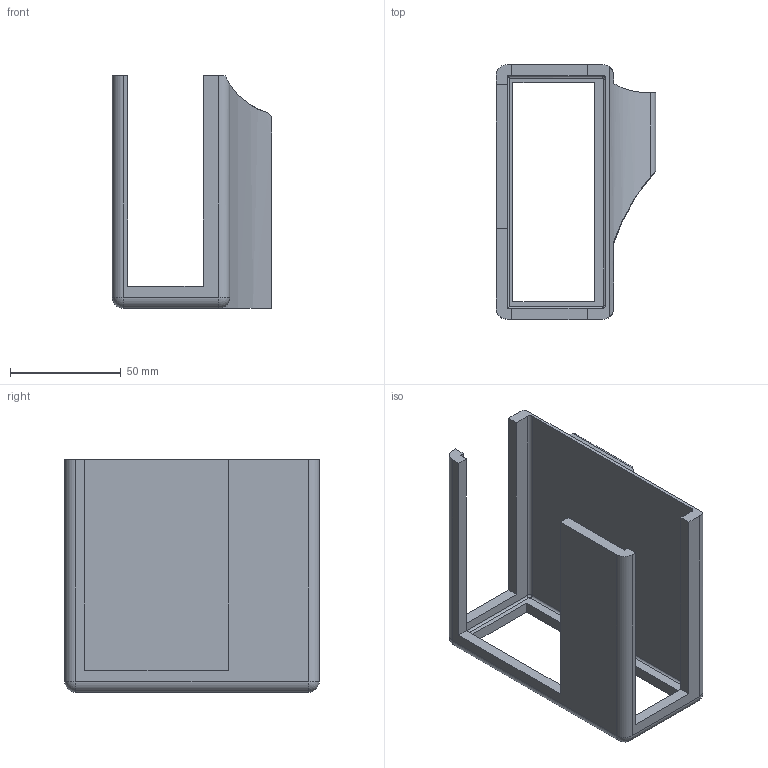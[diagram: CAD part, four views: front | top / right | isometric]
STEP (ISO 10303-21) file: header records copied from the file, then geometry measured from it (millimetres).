
FILE_DESCRIPTION(('FreeCAD Model'),'2;1');
FILE_NAME('HacktomaMount.step','2015-05-18T17:44:54',('Author'),(''), 'Open CASCADE STEP processor 6.8','FreeCAD','Unknown');
FILE_SCHEMA(('AUTOMOTIVE_DESIGN_CC2 { 1 2 10303 214 -1 1 5 4 }'));
Length unit declared in the file: millimetre
Products named in the file (1): HacktomaAdaptor
Bounding box: 72 x 115 x 105 mm (x, y, z)
Volume: 166869.8 mm3; surface area: 52390.6 mm2
Topology: 1 solids, 1 shells, 57 faces, 151 edges, 96 vertices
Faces by surface type: plane 32, cylinder 19, sphere 4, revolution 2
Entity records: 6864 total; most frequent: CARTESIAN_POINT 3922, DIRECTION 508, LINE 328, VECTOR 328, ORIENTED_EDGE 302, PCURVE 302, DEFINITIONAL_REPRESENTATION 302, EDGE_CURVE 151
